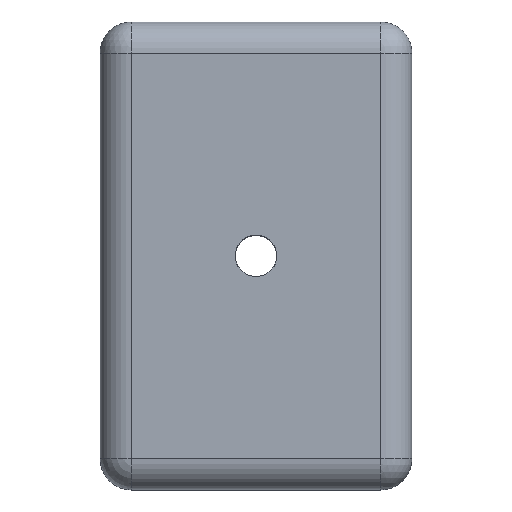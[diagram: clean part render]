
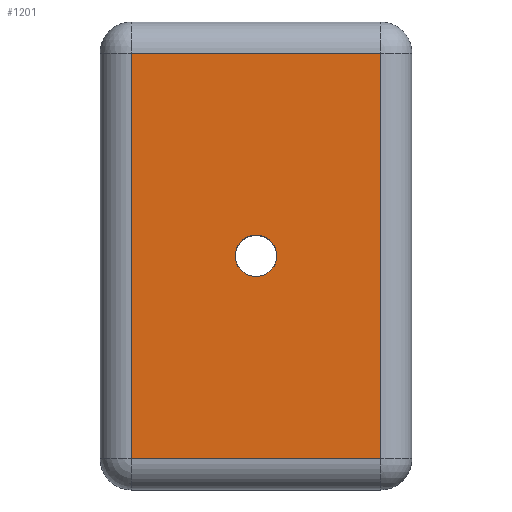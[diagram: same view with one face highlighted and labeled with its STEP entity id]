
A CAD part, top view. The second image highlights one B-rep face of the part: STEP entity #1201.
In plain terms, the highlighted planar face has unit normal (0, 0, 1).
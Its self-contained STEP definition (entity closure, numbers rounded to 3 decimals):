
#24 = CARTESIAN_POINT ( 'NONE',  ( -157., 34.5, 20. ) ) ;
#54 = AXIS2_PLACEMENT_3D ( 'NONE', #938, #637, #58 ) ;
#58 = DIRECTION ( 'NONE',  ( 1., 0., 0. ) ) ;
#62 = CARTESIAN_POINT ( 'NONE',  ( -153., 34.5, 20. ) ) ;
#106 = EDGE_LOOP ( 'NONE', ( #869, #1109, #649, #720 ) ) ;
#111 = DIRECTION ( 'NONE',  ( 0., 0., 1. ) ) ;
#135 = CARTESIAN_POINT ( 'NONE',  ( -155., 34.5, 20. ) ) ;
#170 = CARTESIAN_POINT ( 'NONE',  ( -143., 15., 20. ) ) ;
#175 = DIRECTION ( 'NONE',  ( 1., 0., 0. ) ) ;
#186 = VECTOR ( 'NONE', #1129, 1000. ) ;
#213 = DIRECTION ( 'NONE',  ( 0., 0., 1. ) ) ;
#268 = VECTOR ( 'NONE', #777, 1000. ) ;
#276 = ORIENTED_EDGE ( 'NONE', *, *, #998, .F. ) ;
#285 = LINE ( 'NONE', #462, #268 ) ;
#322 = AXIS2_PLACEMENT_3D ( 'NONE', #1191, #111, #695 ) ;
#367 = CARTESIAN_POINT ( 'NONE',  ( -143., 57., 20. ) ) ;
#373 = CIRCLE ( 'NONE', #1121, 2. ) ;
#393 = EDGE_CURVE ( 'NONE', #688, #926, #1165, .T. ) ;
#419 = CARTESIAN_POINT ( 'NONE',  ( -167., 54., 20. ) ) ;
#455 = EDGE_CURVE ( 'NONE', #926, #1090, #285, .T. ) ;
#462 = CARTESIAN_POINT ( 'NONE',  ( -170., 54., 20. ) ) ;
#491 = EDGE_CURVE ( 'NONE', #1090, #1048, #595, .T. ) ;
#501 = VERTEX_POINT ( 'NONE', #62 ) ;
#516 = CARTESIAN_POINT ( 'NONE',  ( -167., 15., 20. ) ) ;
#519 = DIRECTION ( 'NONE',  ( 1., 0., 0. ) ) ;
#564 = ORIENTED_EDGE ( 'NONE', *, *, #573, .F. ) ;
#568 = CIRCLE ( 'NONE', #322, 2. ) ;
#573 = EDGE_CURVE ( 'NONE', #1073, #501, #373, .T. ) ;
#595 = LINE ( 'NONE', #982, #186 ) ;
#617 = VECTOR ( 'NONE', #1230, 1000. ) ;
#637 = DIRECTION ( 'NONE',  ( 0., 0., 1. ) ) ;
#648 = PLANE ( 'NONE',  #54 ) ;
#649 = ORIENTED_EDGE ( 'NONE', *, *, #455, .T. ) ;
#688 = VERTEX_POINT ( 'NONE', #170 ) ;
#695 = DIRECTION ( 'NONE',  ( 1., 0., 0. ) ) ;
#720 = ORIENTED_EDGE ( 'NONE', *, *, #491, .T. ) ;
#769 = CARTESIAN_POINT ( 'NONE',  ( -140., 15., 20. ) ) ;
#777 = DIRECTION ( 'NONE',  ( -1., 0., 0. ) ) ;
#852 = VECTOR ( 'NONE', #175, 1000. ) ;
#869 = ORIENTED_EDGE ( 'NONE', *, *, #873, .T. ) ;
#873 = EDGE_CURVE ( 'NONE', #1048, #688, #968, .T. ) ;
#926 = VERTEX_POINT ( 'NONE', #1151 ) ;
#938 = CARTESIAN_POINT ( 'NONE',  ( 0., 0., 20. ) ) ;
#968 = LINE ( 'NONE', #769, #852 ) ;
#982 = CARTESIAN_POINT ( 'NONE',  ( -167., 12., 20. ) ) ;
#998 = EDGE_CURVE ( 'NONE', #501, #1073, #568, .T. ) ;
#1048 = VERTEX_POINT ( 'NONE', #516 ) ;
#1073 = VERTEX_POINT ( 'NONE', #24 ) ;
#1090 = VERTEX_POINT ( 'NONE', #419 ) ;
#1092 = EDGE_LOOP ( 'NONE', ( #276, #564 ) ) ;
#1109 = ORIENTED_EDGE ( 'NONE', *, *, #393, .T. ) ;
#1121 = AXIS2_PLACEMENT_3D ( 'NONE', #135, #213, #519 ) ;
#1126 = FACE_OUTER_BOUND ( 'NONE', #106, .T. ) ;
#1129 = DIRECTION ( 'NONE',  ( 0., -1., 0. ) ) ;
#1151 = CARTESIAN_POINT ( 'NONE',  ( -143., 54., 20. ) ) ;
#1165 = LINE ( 'NONE', #367, #617 ) ;
#1191 = CARTESIAN_POINT ( 'NONE',  ( -155., 34.5, 20. ) ) ;
#1201 = ADVANCED_FACE ( 'NONE', ( #1212, #1126 ), #648, .T. ) ;
#1212 = FACE_BOUND ( 'NONE', #1092, .T. ) ;
#1230 = DIRECTION ( 'NONE',  ( 0., 1., 0. ) ) ;
